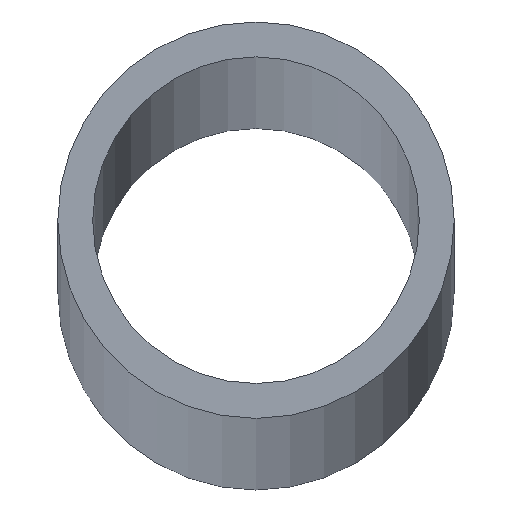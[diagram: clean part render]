
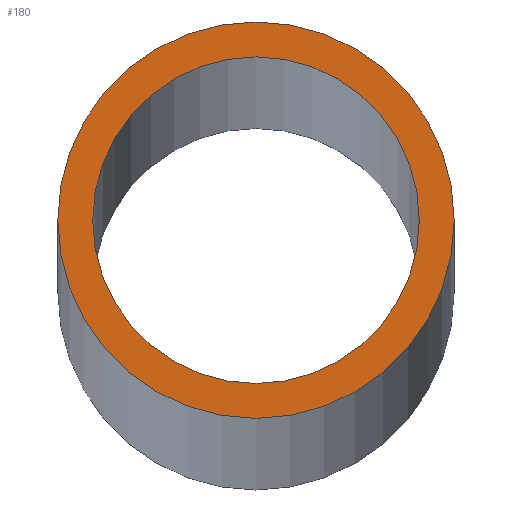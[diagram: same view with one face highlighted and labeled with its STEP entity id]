
A CAD part, top view. The second image highlights one B-rep face of the part: STEP entity #180.
In plain terms, the highlighted planar face has unit normal (0, 0, 1).
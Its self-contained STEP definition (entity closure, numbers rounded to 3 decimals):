
#1 = EDGE_LOOP ( 'NONE', ( #113, #72 ) ) ;
#20 = DIRECTION ( 'NONE',  ( 1., 0., 0. ) ) ;
#24 = EDGE_CURVE ( 'NONE', #74, #129, #42, .T. ) ;
#27 = CIRCLE ( 'NONE', #247, 24.15 ) ;
#29 = DIRECTION ( 'NONE',  ( 1., 0., 0. ) ) ;
#36 = EDGE_CURVE ( 'NONE', #129, #74, #76, .T. ) ;
#41 = CARTESIAN_POINT ( 'NONE',  ( 0., 0., 2500. ) ) ;
#42 = CIRCLE ( 'NONE', #131, 19.9 ) ;
#44 = DIRECTION ( 'NONE',  ( 0., 0., 1. ) ) ;
#56 = CARTESIAN_POINT ( 'NONE',  ( 24.15, 0., 2500. ) ) ;
#58 = PLANE ( 'NONE',  #78 ) ;
#62 = DIRECTION ( 'NONE',  ( 1., 0., 0. ) ) ;
#72 = ORIENTED_EDGE ( 'NONE', *, *, #36, .F. ) ;
#74 = VERTEX_POINT ( 'NONE', #169 ) ;
#75 = ORIENTED_EDGE ( 'NONE', *, *, #151, .T. ) ;
#76 = CIRCLE ( 'NONE', #197, 19.9 ) ;
#78 = AXIS2_PLACEMENT_3D ( 'NONE', #41, #177, #198 ) ;
#81 = CARTESIAN_POINT ( 'NONE',  ( 0., 0., 2500. ) ) ;
#84 = CARTESIAN_POINT ( 'NONE',  ( 19.9, 0., 2500. ) ) ;
#86 = ORIENTED_EDGE ( 'NONE', *, *, #135, .T. ) ;
#95 = FACE_BOUND ( 'NONE', #1, .T. ) ;
#96 = AXIS2_PLACEMENT_3D ( 'NONE', #118, #115, #62 ) ;
#100 = CIRCLE ( 'NONE', #96, 24.15 ) ;
#102 = CARTESIAN_POINT ( 'NONE',  ( -24.15, 0., 2500. ) ) ;
#113 = ORIENTED_EDGE ( 'NONE', *, *, #24, .F. ) ;
#115 = DIRECTION ( 'NONE',  ( 0., 0., 1. ) ) ;
#116 = VERTEX_POINT ( 'NONE', #102 ) ;
#118 = CARTESIAN_POINT ( 'NONE',  ( 0., 0., 2500. ) ) ;
#127 = CARTESIAN_POINT ( 'NONE',  ( 0., 0., 2500. ) ) ;
#129 = VERTEX_POINT ( 'NONE', #84 ) ;
#131 = AXIS2_PLACEMENT_3D ( 'NONE', #81, #245, #167 ) ;
#135 = EDGE_CURVE ( 'NONE', #116, #186, #27, .T. ) ;
#151 = EDGE_CURVE ( 'NONE', #186, #116, #100, .T. ) ;
#155 = EDGE_LOOP ( 'NONE', ( #86, #75 ) ) ;
#162 = DIRECTION ( 'NONE',  ( 0., 0., 1. ) ) ;
#167 = DIRECTION ( 'NONE',  ( 1., 0., 0. ) ) ;
#169 = CARTESIAN_POINT ( 'NONE',  ( -19.9, 0., 2500. ) ) ;
#177 = DIRECTION ( 'NONE',  ( 0., 0., 1. ) ) ;
#180 = ADVANCED_FACE ( 'NONE', ( #204, #95 ), #58, .T. ) ;
#186 = VERTEX_POINT ( 'NONE', #56 ) ;
#195 = CARTESIAN_POINT ( 'NONE',  ( 0., 0., 2500. ) ) ;
#197 = AXIS2_PLACEMENT_3D ( 'NONE', #127, #44, #29 ) ;
#198 = DIRECTION ( 'NONE',  ( 1., 0., 0. ) ) ;
#204 = FACE_OUTER_BOUND ( 'NONE', #155, .T. ) ;
#245 = DIRECTION ( 'NONE',  ( 0., 0., 1. ) ) ;
#247 = AXIS2_PLACEMENT_3D ( 'NONE', #195, #162, #20 ) ;
